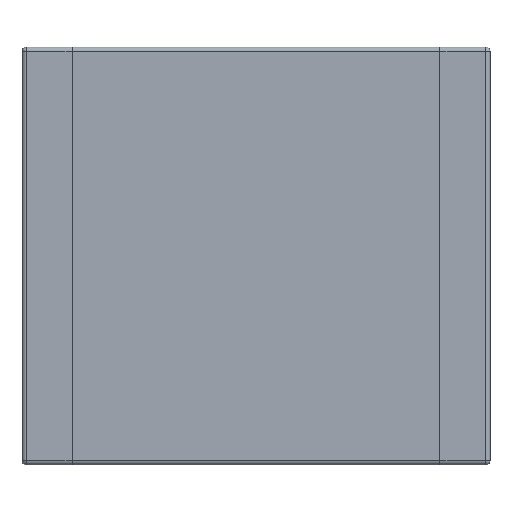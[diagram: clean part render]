
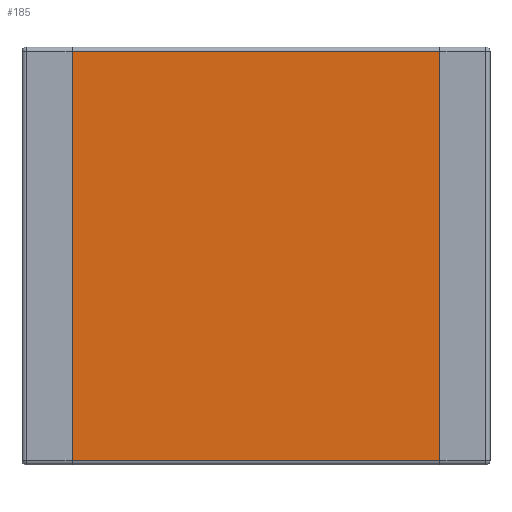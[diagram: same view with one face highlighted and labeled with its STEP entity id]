
A CAD part, front view. The second image highlights one B-rep face of the part: STEP entity #185.
In plain terms, the highlighted planar face has unit normal (0, -1, 0).
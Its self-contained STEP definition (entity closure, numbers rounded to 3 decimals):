
#4 = ORIENTED_EDGE ( 'NONE', *, *, #7, .T. ) ;
#6 = ORIENTED_EDGE ( 'NONE', *, *, #287, .F. ) ;
#7 = EDGE_CURVE ( 'NONE', #48, #122, #374, .T. ) ;
#8 = ORIENTED_EDGE ( 'NONE', *, *, #301, .F. ) ;
#48 = VERTEX_POINT ( 'NONE', #484 ) ;
#122 = VERTEX_POINT ( 'NONE', #695 ) ;
#185 = ADVANCED_FACE ( 'NONE', ( #942 ), #926, .T. ) ;
#186 = EDGE_LOOP ( 'NONE', ( #8, #1647, #6, #4 ) ) ;
#287 = EDGE_CURVE ( 'NONE', #48, #288, #1311, .T. ) ;
#288 = VERTEX_POINT ( 'NONE', #1307 ) ;
#301 = EDGE_CURVE ( 'NONE', #303, #122, #1327, .T. ) ;
#303 = VERTEX_POINT ( 'NONE', #1354 ) ;
#371 = DIRECTION ( 'NONE',  ( -1., 0., 0. ) ) ;
#372 = VECTOR ( 'NONE', #371, 1000. ) ;
#373 = CARTESIAN_POINT ( 'NONE',  ( -2.8, 0., 2.45 ) ) ;
#374 = LINE ( 'NONE', #373, #372 ) ;
#484 = CARTESIAN_POINT ( 'NONE',  ( 2.2, 0., 2.45 ) ) ;
#695 = CARTESIAN_POINT ( 'NONE',  ( -2.2, 0., 2.45 ) ) ;
#922 = DIRECTION ( 'NONE',  ( 0., 0., -1. ) ) ;
#923 = DIRECTION ( 'NONE',  ( 0., -1., 0. ) ) ;
#924 = CARTESIAN_POINT ( 'NONE',  ( 2.8, 0., -2.5 ) ) ;
#925 = AXIS2_PLACEMENT_3D ( 'NONE', #924, #923, #922 ) ;
#926 = PLANE ( 'NONE',  #925 ) ;
#942 = FACE_OUTER_BOUND ( 'NONE', #186, .T. ) ;
#1307 = CARTESIAN_POINT ( 'NONE',  ( 2.2, 0., -2.45 ) ) ;
#1308 = DIRECTION ( 'NONE',  ( 0., 0., -1. ) ) ;
#1309 = VECTOR ( 'NONE', #1308, 1000. ) ;
#1310 = CARTESIAN_POINT ( 'NONE',  ( 2.2, 0., -2.5 ) ) ;
#1311 = LINE ( 'NONE', #1310, #1309 ) ;
#1324 = DIRECTION ( 'NONE',  ( 0., 0., 1. ) ) ;
#1325 = VECTOR ( 'NONE', #1324, 1000. ) ;
#1326 = CARTESIAN_POINT ( 'NONE',  ( -2.2, 0., -2.5 ) ) ;
#1327 = LINE ( 'NONE', #1326, #1325 ) ;
#1354 = CARTESIAN_POINT ( 'NONE',  ( -2.2, 0., -2.45 ) ) ;
#1506 = DIRECTION ( 'NONE',  ( 1., 0., 0. ) ) ;
#1507 = VECTOR ( 'NONE', #1506, 1000. ) ;
#1508 = CARTESIAN_POINT ( 'NONE',  ( 2.8, 0., -2.45 ) ) ;
#1509 = LINE ( 'NONE', #1508, #1507 ) ;
#1645 = EDGE_CURVE ( 'NONE', #303, #288, #1509, .T. ) ;
#1647 = ORIENTED_EDGE ( 'NONE', *, *, #1645, .T. ) ;
